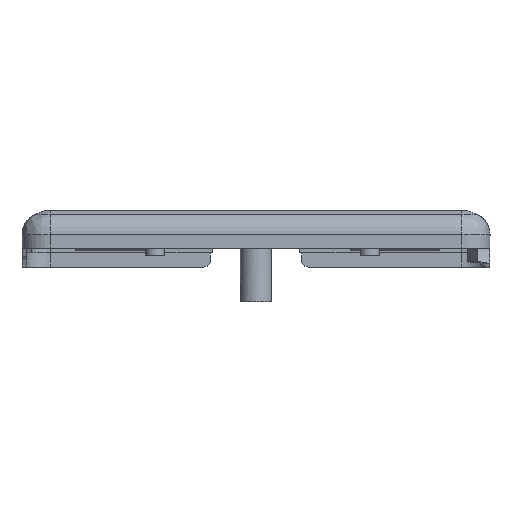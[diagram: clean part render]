
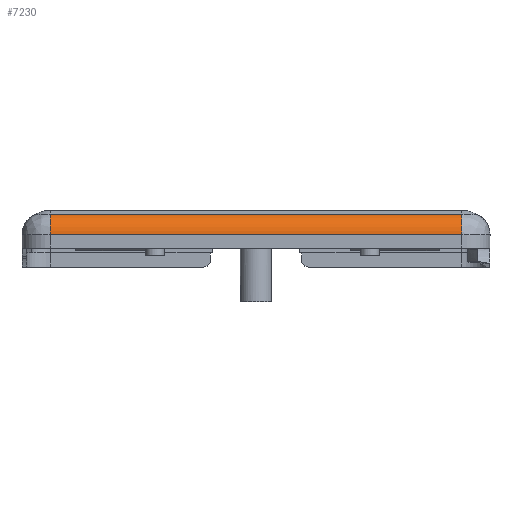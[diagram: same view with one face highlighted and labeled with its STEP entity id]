
A CAD part, front view. The second image highlights one B-rep face of the part: STEP entity #7230.
In plain terms, the highlighted cylindrical face has radius 3.5 mm (diameter 7 mm), a partial arc.
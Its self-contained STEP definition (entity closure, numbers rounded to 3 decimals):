
#800=FACE_OUTER_BOUND('',#1261,.T.);
#1261=EDGE_LOOP('',(#6699,#6700,#6701,#6702));
#1489=LINE('',#10685,#2176);
#1827=LINE('',#13983,#2514);
#2176=VECTOR('',#8500,1000.);
#2514=VECTOR('',#9432,1000.);
#2921=CIRCLE('',#7888,3.5);
#2922=CIRCLE('',#7890,3.5);
#3199=VERTEX_POINT('',#10682);
#3200=VERTEX_POINT('',#10684);
#3498=VERTEX_POINT('',#13981);
#3499=VERTEX_POINT('',#13982);
#3954=EDGE_CURVE('',#3200,#3199,#1489,.T.);
#4447=EDGE_CURVE('',#3498,#3499,#1827,.T.);
#4653=EDGE_CURVE('',#3199,#3498,#2921,.T.);
#4654=EDGE_CURVE('',#3200,#3499,#2922,.T.);
#6699=ORIENTED_EDGE('',*,*,#4653,.T.);
#6700=ORIENTED_EDGE('',*,*,#4447,.T.);
#6701=ORIENTED_EDGE('',*,*,#4654,.F.);
#6702=ORIENTED_EDGE('',*,*,#3954,.T.);
#6873=CYLINDRICAL_SURFACE('',#7889,3.5);
#7230=ADVANCED_FACE('',(#800),#6873,.T.);
#7888=AXIS2_PLACEMENT_3D('',#14732,#9872,#9873);
#7889=AXIS2_PLACEMENT_3D('',#14733,#9874,#9875);
#7890=AXIS2_PLACEMENT_3D('',#14734,#9876,#9877);
#8500=DIRECTION('',(1.,0.,0.));
#9432=DIRECTION('',(-1.,0.,0.));
#9872=DIRECTION('center_axis',(-1.,0.,0.));
#9873=DIRECTION('ref_axis',(0.,-1.,0.));
#9874=DIRECTION('center_axis',(1.,0.,0.));
#9875=DIRECTION('ref_axis',(0.,-0.828,0.561));
#9876=DIRECTION('center_axis',(-1.,0.,0.));
#9877=DIRECTION('ref_axis',(0.,-1.,0.));
#10682=CARTESIAN_POINT('',(-75.879,-60.509,59.324));
#10684=CARTESIAN_POINT('',(-140.983,-60.509,59.324));
#10685=CARTESIAN_POINT('',(-108.431,-60.509,59.324));
#13981=CARTESIAN_POINT('',(-75.879,-58.308,62.574));
#13982=CARTESIAN_POINT('',(-140.983,-58.308,62.574));
#13983=CARTESIAN_POINT('',(-108.431,-58.308,62.574));
#14732=CARTESIAN_POINT('Origin',(-75.879,-57.009,59.324));
#14733=CARTESIAN_POINT('Origin',(-108.431,-57.009,59.324));
#14734=CARTESIAN_POINT('Origin',(-140.983,-57.009,59.324));
